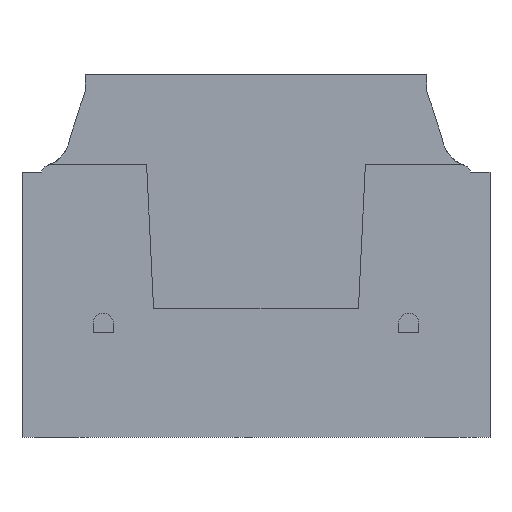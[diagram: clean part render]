
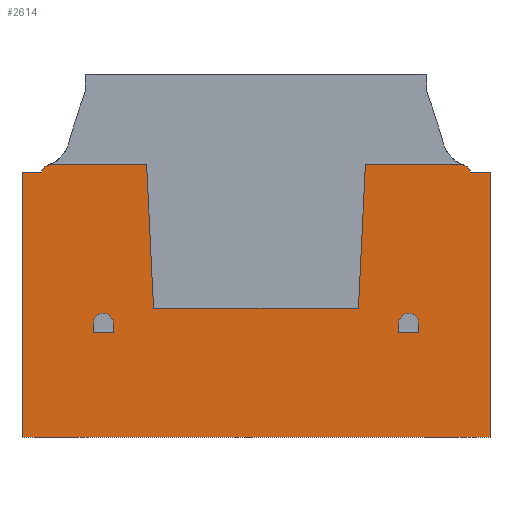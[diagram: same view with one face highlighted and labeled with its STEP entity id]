
A CAD part, front view. The second image highlights one B-rep face of the part: STEP entity #2614.
In plain terms, the highlighted planar face has unit normal (0, -1, 0).
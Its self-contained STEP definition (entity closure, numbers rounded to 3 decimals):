
#41=DIRECTION('',(1.,0.,0.));
#42=VECTOR('',#41,98.);
#43=CARTESIAN_POINT('',(0.,0.,0.));
#44=LINE('',#43,#42);
#117=DIRECTION('',(0.048,0.,0.999));
#118=VECTOR('',#117,30.085);
#119=CARTESIAN_POINT('',(70.446,0.,27.04));
#120=LINE('',#119,#118);
#121=DIRECTION('',(1.,0.,0.));
#122=VECTOR('',#121,20.429);
#123=CARTESIAN_POINT('',(71.904,0.,57.09));
#124=LINE('',#123,#122);
#125=CARTESIAN_POINT('',(94.55,0.,63.2));
#126=DIRECTION('',(0.,1.,0.));
#127=DIRECTION('',(-0.285,0.,-0.958));
#128=AXIS2_PLACEMENT_3D('',#125,#126,#127);
#130=CARTESIAN_POINT('',(91.992,0.,55.098));
#131=DIRECTION('',(0.,1.,0.));
#132=DIRECTION('',(0.352,0.,0.936));
#133=AXIS2_PLACEMENT_3D('',#130,#131,#132);
#135=DIRECTION('',(-1.,0.,0.));
#136=VECTOR('',#135,4.06);
#137=CARTESIAN_POINT('',(98.,0.,55.55));
#138=LINE('',#137,#136);
#139=DIRECTION('',(0.,0.,1.));
#140=VECTOR('',#139,55.55);
#141=CARTESIAN_POINT('',(0.,0.,0.));
#142=LINE('',#141,#140);
#143=DIRECTION('',(1.,0.,0.));
#144=VECTOR('',#143,4.07);
#145=CARTESIAN_POINT('',(0.,0.,55.55));
#146=LINE('',#145,#144);
#147=CARTESIAN_POINT('',(6.018,0.,55.1));
#148=DIRECTION('',(0.,1.,0.));
#149=DIRECTION('',(-0.974,0.,0.225));
#150=AXIS2_PLACEMENT_3D('',#147,#148,#149);
#152=CARTESIAN_POINT('',(3.45,0.,63.2));
#153=DIRECTION('',(0.,1.,0.));
#154=DIRECTION('',(0.341,0.,-0.94));
#155=AXIS2_PLACEMENT_3D('',#152,#153,#154);
#157=DIRECTION('',(1.,0.,0.));
#158=VECTOR('',#157,20.425);
#159=CARTESIAN_POINT('',(5.667,0.,57.09));
#160=LINE('',#159,#158);
#161=DIRECTION('',(0.048,0.,-0.999));
#162=VECTOR('',#161,30.085);
#163=CARTESIAN_POINT('',(26.092,0.,57.09));
#164=LINE('',#163,#162);
#165=DIRECTION('',(1.,0.,0.));
#166=VECTOR('',#165,42.9);
#167=CARTESIAN_POINT('',(27.546,0.,27.04));
#168=LINE('',#167,#166);
#169=DIRECTION('',(0.,0.,-1.));
#170=VECTOR('',#169,1.95);
#171=CARTESIAN_POINT('',(14.9,0.,23.95));
#172=LINE('',#171,#170);
#173=DIRECTION('',(1.,0.,0.));
#174=VECTOR('',#173,4.2);
#175=CARTESIAN_POINT('',(14.9,0.,22.));
#176=LINE('',#175,#174);
#177=DIRECTION('',(0.,0.,1.));
#178=VECTOR('',#177,1.95);
#179=CARTESIAN_POINT('',(19.1,0.,22.));
#180=LINE('',#179,#178);
#181=CARTESIAN_POINT('',(17.,0.,23.95));
#182=DIRECTION('',(0.,-1.,0.));
#183=DIRECTION('',(1.,0.,0.));
#184=AXIS2_PLACEMENT_3D('',#181,#182,#183);
#186=DIRECTION('',(0.,0.,-1.));
#187=VECTOR('',#186,1.95);
#188=CARTESIAN_POINT('',(78.9,0.,23.95));
#189=LINE('',#188,#187);
#190=DIRECTION('',(1.,0.,0.));
#191=VECTOR('',#190,4.2);
#192=CARTESIAN_POINT('',(78.9,0.,22.));
#193=LINE('',#192,#191);
#194=DIRECTION('',(0.,0.,1.));
#195=VECTOR('',#194,1.95);
#196=CARTESIAN_POINT('',(83.1,0.,22.));
#197=LINE('',#196,#195);
#198=CARTESIAN_POINT('',(81.,0.,23.95));
#199=DIRECTION('',(0.,-1.,0.));
#200=DIRECTION('',(1.,0.,0.));
#201=AXIS2_PLACEMENT_3D('',#198,#199,#200);
#1558=DIRECTION('',(0.,0.,1.));
#1559=VECTOR('',#1558,55.55);
#1560=CARTESIAN_POINT('',(98.,0.,0.));
#1561=LINE('',#1560,#1559);
#1942=CARTESIAN_POINT('',(0.,0.,0.));
#1943=CARTESIAN_POINT('',(98.,0.,0.));
#1944=VERTEX_POINT('',#1942);
#1945=VERTEX_POINT('',#1943);
#2176=CARTESIAN_POINT('',(4.07,0.,55.55));
#2177=CARTESIAN_POINT('',(5.337,0.,56.98));
#2178=VERTEX_POINT('',#2176);
#2179=VERTEX_POINT('',#2177);
#2180=CARTESIAN_POINT('',(0.,0.,55.55));
#2181=VERTEX_POINT('',#2180);
#2182=CARTESIAN_POINT('',(98.,0.,55.55));
#2183=CARTESIAN_POINT('',(93.94,0.,55.55));
#2184=VERTEX_POINT('',#2182);
#2185=VERTEX_POINT('',#2183);
#2186=CARTESIAN_POINT('',(92.696,0.,56.97));
#2187=VERTEX_POINT('',#2186);
#2288=CARTESIAN_POINT('',(70.446,0.,27.04));
#2289=CARTESIAN_POINT('',(71.904,0.,57.09));
#2290=VERTEX_POINT('',#2288);
#2291=VERTEX_POINT('',#2289);
#2292=CARTESIAN_POINT('',(92.333,0.,57.09));
#2293=VERTEX_POINT('',#2292);
#2294=CARTESIAN_POINT('',(5.667,0.,57.09));
#2295=CARTESIAN_POINT('',(26.092,0.,57.09));
#2296=VERTEX_POINT('',#2294);
#2297=VERTEX_POINT('',#2295);
#2298=CARTESIAN_POINT('',(27.546,0.,27.04));
#2299=VERTEX_POINT('',#2298);
#2328=CARTESIAN_POINT('',(14.9,0.,23.95));
#2329=CARTESIAN_POINT('',(14.9,0.,22.));
#2330=VERTEX_POINT('',#2328);
#2331=VERTEX_POINT('',#2329);
#2332=CARTESIAN_POINT('',(19.1,0.,22.));
#2333=VERTEX_POINT('',#2332);
#2334=CARTESIAN_POINT('',(19.1,0.,23.95));
#2335=VERTEX_POINT('',#2334);
#2336=CARTESIAN_POINT('',(78.9,0.,23.95));
#2337=CARTESIAN_POINT('',(78.9,0.,22.));
#2338=VERTEX_POINT('',#2336);
#2339=VERTEX_POINT('',#2337);
#2340=CARTESIAN_POINT('',(83.1,0.,22.));
#2341=VERTEX_POINT('',#2340);
#2342=CARTESIAN_POINT('',(83.1,0.,23.95));
#2343=VERTEX_POINT('',#2342);
#2560=CARTESIAN_POINT('',(0.,0.,0.));
#2561=DIRECTION('',(0.,-1.,0.));
#2562=DIRECTION('',(1.,0.,0.));
#2563=AXIS2_PLACEMENT_3D('',#2560,#2561,#2562);
#2564=PLANE('',#2563);
#2566=ORIENTED_EDGE('',*,*,#2565,.T.);
#2568=ORIENTED_EDGE('',*,*,#2567,.T.);
#2570=ORIENTED_EDGE('',*,*,#2569,.F.);
#2572=ORIENTED_EDGE('',*,*,#2571,.T.);
#2574=ORIENTED_EDGE('',*,*,#2573,.F.);
#2576=ORIENTED_EDGE('',*,*,#2575,.F.);
#2577=ORIENTED_EDGE('',*,*,#2513,.F.);
#2579=ORIENTED_EDGE('',*,*,#2578,.T.);
#2581=ORIENTED_EDGE('',*,*,#2580,.T.);
#2583=ORIENTED_EDGE('',*,*,#2582,.T.);
#2585=ORIENTED_EDGE('',*,*,#2584,.F.);
#2587=ORIENTED_EDGE('',*,*,#2586,.T.);
#2589=ORIENTED_EDGE('',*,*,#2588,.T.);
#2591=ORIENTED_EDGE('',*,*,#2590,.T.);
#2592=EDGE_LOOP('',(#2566,#2568,#2570,#2572,#2574,#2576,#2577,#2579,#2581,#2583,
#2585,#2587,#2589,#2591));
#2593=FACE_OUTER_BOUND('',#2592,.F.);
#2595=ORIENTED_EDGE('',*,*,#2594,.T.);
#2597=ORIENTED_EDGE('',*,*,#2596,.T.);
#2599=ORIENTED_EDGE('',*,*,#2598,.T.);
#2601=ORIENTED_EDGE('',*,*,#2600,.T.);
#2602=EDGE_LOOP('',(#2595,#2597,#2599,#2601));
#2603=FACE_BOUND('',#2602,.F.);
#2605=ORIENTED_EDGE('',*,*,#2604,.T.);
#2607=ORIENTED_EDGE('',*,*,#2606,.T.);
#2609=ORIENTED_EDGE('',*,*,#2608,.T.);
#2611=ORIENTED_EDGE('',*,*,#2610,.T.);
#2612=EDGE_LOOP('',(#2605,#2607,#2609,#2611));
#2613=FACE_BOUND('',#2612,.F.);
#129=CIRCLE('',#128,6.5);
#134=CIRCLE('',#133,2.);
#151=CIRCLE('',#150,2.);
#156=CIRCLE('',#155,6.5);
#185=CIRCLE('',#184,2.1);
#202=CIRCLE('',#201,2.1);
#2513=EDGE_CURVE('',#1944,#1945,#44,.T.);
#2565=EDGE_CURVE('',#2290,#2291,#120,.T.);
#2567=EDGE_CURVE('',#2291,#2293,#124,.T.);
#2569=EDGE_CURVE('',#2187,#2293,#129,.T.);
#2571=EDGE_CURVE('',#2187,#2185,#134,.T.);
#2573=EDGE_CURVE('',#2184,#2185,#138,.T.);
#2575=EDGE_CURVE('',#1945,#2184,#1561,.T.);
#2578=EDGE_CURVE('',#1944,#2181,#142,.T.);
#2580=EDGE_CURVE('',#2181,#2178,#146,.T.);
#2582=EDGE_CURVE('',#2178,#2179,#151,.T.);
#2584=EDGE_CURVE('',#2296,#2179,#156,.T.);
#2586=EDGE_CURVE('',#2296,#2297,#160,.T.);
#2588=EDGE_CURVE('',#2297,#2299,#164,.T.);
#2590=EDGE_CURVE('',#2299,#2290,#168,.T.);
#2594=EDGE_CURVE('',#2330,#2331,#172,.T.);
#2596=EDGE_CURVE('',#2331,#2333,#176,.T.);
#2598=EDGE_CURVE('',#2333,#2335,#180,.T.);
#2600=EDGE_CURVE('',#2335,#2330,#185,.T.);
#2604=EDGE_CURVE('',#2338,#2339,#189,.T.);
#2606=EDGE_CURVE('',#2339,#2341,#193,.T.);
#2608=EDGE_CURVE('',#2341,#2343,#197,.T.);
#2610=EDGE_CURVE('',#2343,#2338,#202,.T.);
#2614=ADVANCED_FACE('',(#2593,#2603,#2613),#2564,.T.);
